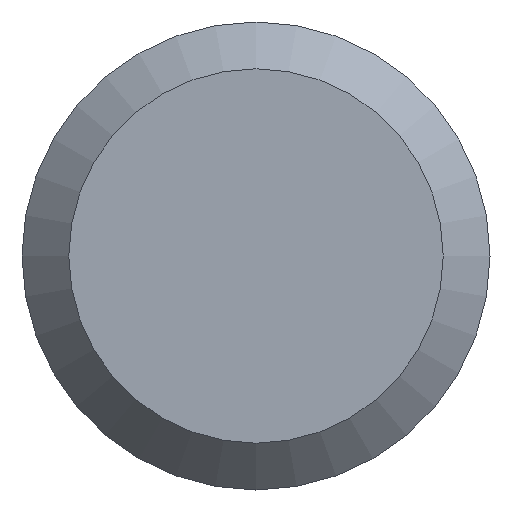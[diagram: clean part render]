
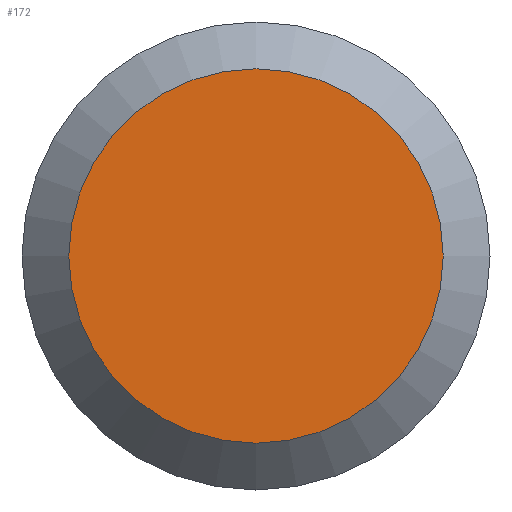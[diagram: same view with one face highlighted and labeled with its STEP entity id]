
A CAD part, left-side view. The second image highlights one B-rep face of the part: STEP entity #172.
In plain terms, the highlighted planar face has unit normal (-1, 0, 0).
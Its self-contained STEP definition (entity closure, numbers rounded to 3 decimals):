
#8 = EDGE_LOOP ( 'NONE', ( #213 ) ) ;
#27 = DIRECTION ( 'NONE',  ( 0., 0., -1. ) ) ;
#57 = CARTESIAN_POINT ( 'NONE',  ( 0., 5.75, 0. ) ) ;
#60 = VERTEX_POINT ( 'NONE', #149 ) ;
#70 = CARTESIAN_POINT ( 'NONE',  ( 0., 0., 0. ) ) ;
#80 = AXIS2_PLACEMENT_3D ( 'NONE', #57, #119, #117 ) ;
#102 = FACE_OUTER_BOUND ( 'NONE', #8, .T. ) ;
#107 = AXIS2_PLACEMENT_3D ( 'NONE', #70, #142, #27 ) ;
#117 = DIRECTION ( 'NONE',  ( 0., 0., -1. ) ) ;
#119 = DIRECTION ( 'NONE',  ( 1., 0., 0. ) ) ;
#128 = PLANE ( 'NONE',  #80 ) ;
#142 = DIRECTION ( 'NONE',  ( -1., 0., 0. ) ) ;
#147 = EDGE_CURVE ( 'NONE', #60, #60, #148, .T. ) ;
#148 = CIRCLE ( 'NONE', #107, 4.6 ) ;
#149 = CARTESIAN_POINT ( 'NONE',  ( 0., 0., -4.6 ) ) ;
#172 = ADVANCED_FACE ( 'NONE', ( #102 ), #128, .F. ) ;
#213 = ORIENTED_EDGE ( 'NONE', *, *, #147, .T. ) ;
